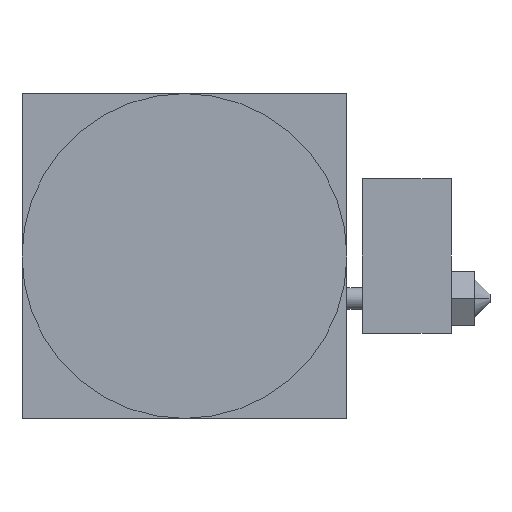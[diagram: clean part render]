
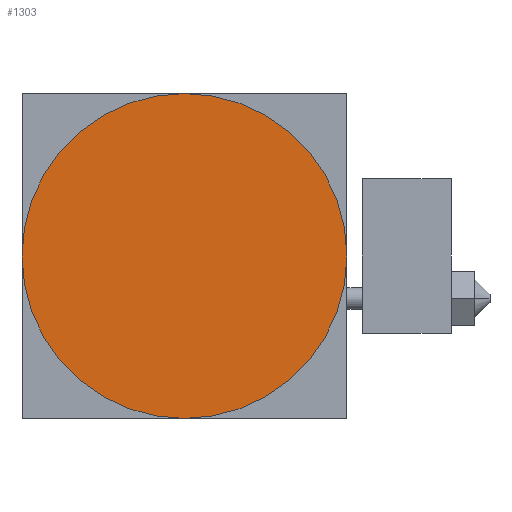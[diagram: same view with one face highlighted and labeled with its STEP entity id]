
A CAD part, left-side view. The second image highlights one B-rep face of the part: STEP entity #1303.
In plain terms, the highlighted face is planar.
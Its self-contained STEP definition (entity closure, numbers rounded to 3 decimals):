
#64 = VERTEX_POINT ( 'NONE', #1105 ) ;
#125 = VERTEX_POINT ( 'NONE', #1813 ) ;
#146 = ORIENTED_EDGE ( 'NONE', *, *, #507, .F. ) ;
#210 = EDGE_CURVE ( 'NONE', #64, #125, #1840, .T. ) ;
#289 = CARTESIAN_POINT ( 'NONE',  ( 0., 0., 0. ) ) ;
#297 = AXIS2_PLACEMENT_3D ( 'NONE', #655, #1884, #1279 ) ;
#451 = AXIS2_PLACEMENT_3D ( 'NONE', #548, #1900, #1619 ) ;
#469 = DIRECTION ( 'NONE',  ( 1., 0., 0. ) ) ;
#507 = EDGE_CURVE ( 'NONE', #125, #64, #1876, .T. ) ;
#548 = CARTESIAN_POINT ( 'NONE',  ( 0., 0., 0. ) ) ;
#558 = DIRECTION ( 'NONE',  ( 0., 0., 1. ) ) ;
#655 = CARTESIAN_POINT ( 'NONE',  ( 0., 0., 0. ) ) ;
#714 = EDGE_LOOP ( 'NONE', ( #1849, #146 ) ) ;
#1105 = CARTESIAN_POINT ( 'NONE',  ( -21., 0., 0. ) ) ;
#1262 = AXIS2_PLACEMENT_3D ( 'NONE', #289, #558, #469 ) ;
#1279 = DIRECTION ( 'NONE',  ( 1., 0., 0. ) ) ;
#1295 = PLANE ( 'NONE',  #451 ) ;
#1303 = ADVANCED_FACE ( 'NONE', ( #1607 ), #1295, .F. ) ;
#1607 = FACE_OUTER_BOUND ( 'NONE', #714, .T. ) ;
#1619 = DIRECTION ( 'NONE',  ( 1., 0., 0. ) ) ;
#1813 = CARTESIAN_POINT ( 'NONE',  ( 21., 0., 0. ) ) ;
#1840 = CIRCLE ( 'NONE', #1262, 21. ) ;
#1849 = ORIENTED_EDGE ( 'NONE', *, *, #210, .F. ) ;
#1876 = CIRCLE ( 'NONE', #297, 21. ) ;
#1884 = DIRECTION ( 'NONE',  ( 0., 0., 1. ) ) ;
#1900 = DIRECTION ( 'NONE',  ( 0., 0., 1. ) ) ;
